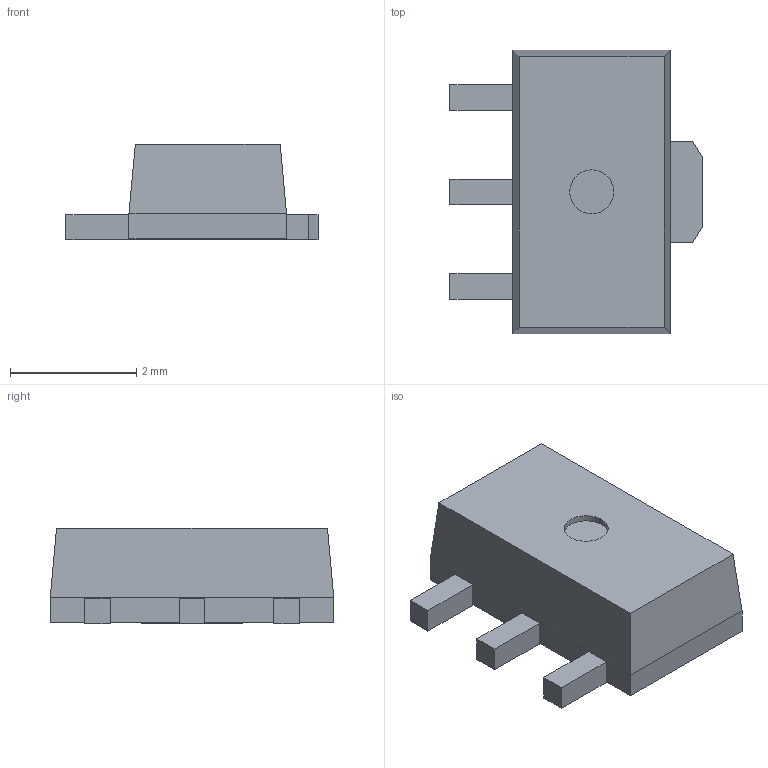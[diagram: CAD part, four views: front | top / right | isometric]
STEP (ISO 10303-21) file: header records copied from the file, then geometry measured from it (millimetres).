
FILE_DESCRIPTION(/* description */ ('model of SOT-89-3'),/* implementation_level */ '2;1');
FILE_NAME(/* name */ 'SOT-89-3.step',/* time_stamp */ '2023-01-24T23:51:46',/* author */ ('Ray Benitez',''),/* organization */ ('OCCT'),/* preprocessor_version */ '',/* originating_system */ 'KiCAD',/* authorisation */ '');
FILE_SCHEMA(('AUTOMOTIVE_DESIGN { 1 0 10303 214 1 1 1 1 }'));
Length unit declared in the file: millimetre
Products named in the file (8): CQ assembly; adbeea56-9c39-11ed-93f0-dde97e994e83; adbeea57-9c39-11ed-93f0-dde97e994e83; adbeea57-9c39-11ed-93f0-dde97e994e83_part; adbeea58-9c39-11ed-93f0-dde97e994e83; adbeea58-9c39-11ed-93f0-dde97e994e83_part; adbeea59-9c39-11ed-93f0-dde97e994e83; adbeea59-9c39-11ed-93f0-dde97e994e83_part
Assembly tree (7 placements, depth 4):
  CQ assembly
    adbeea56-9c39-11ed-93f0-dde97e994e83
      adbeea57-9c39-11ed-93f0-dde97e994e83
        adbeea57-9c39-11ed-93f0-dde97e994e83_part
      adbeea58-9c39-11ed-93f0-dde97e994e83
        adbeea58-9c39-11ed-93f0-dde97e994e83_part
      adbeea59-9c39-11ed-93f0-dde97e994e83
        adbeea59-9c39-11ed-93f0-dde97e994e83_part
Bounding box: 4 x 4.5 x 1.52 mm (x, y, z)
Volume: 18.1 mm3; surface area: 60 mm2
Topology: 5 solids, 5 shells, 42 faces, 89 edges, 58 vertices
Faces by surface type: plane 41, cylinder 1
Full cylindrical faces by diameter (mm): 0.7 x1
Entity records: 1271 total; most frequent: CARTESIAN_POINT 197, DIRECTION 191, ORIENTED_EDGE 178, EDGE_CURVE 89, LINE 87, VECTOR 87, VERTEX_POINT 58, AXIS2_PLACEMENT_3D 52
